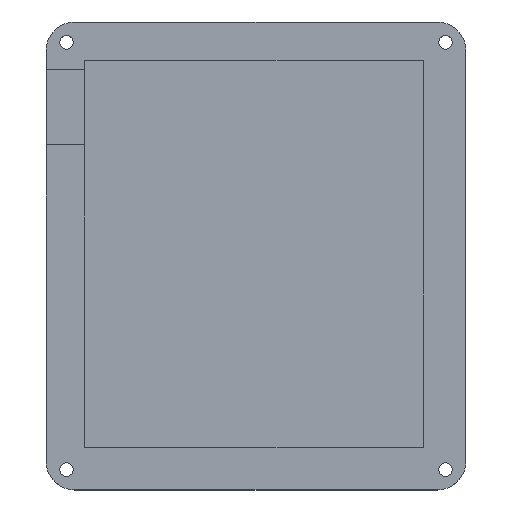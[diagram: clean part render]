
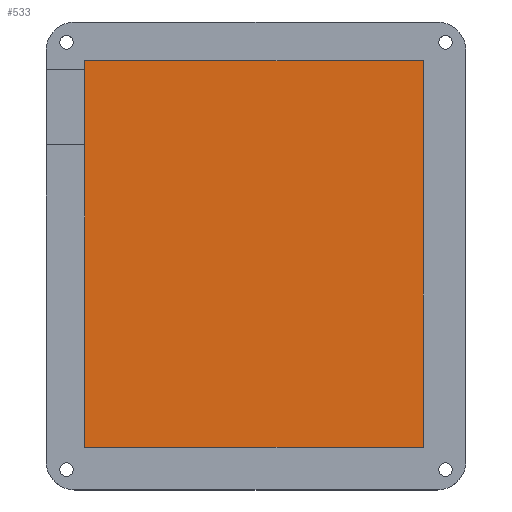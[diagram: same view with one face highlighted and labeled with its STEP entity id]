
A CAD part, top view. The second image highlights one B-rep face of the part: STEP entity #533.
In plain terms, the highlighted planar face has unit normal (0, 0, 1).
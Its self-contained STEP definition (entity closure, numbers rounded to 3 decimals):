
#59=FACE_OUTER_BOUND('',#93,.T.);
#93=EDGE_LOOP('',(#455,#456,#457,#458));
#143=LINE('',#861,#191);
#146=LINE('',#866,#194);
#152=LINE('',#894,#200);
#154=LINE('',#897,#202);
#191=VECTOR('',#695,10.);
#194=VECTOR('',#700,10.);
#200=VECTOR('',#732,10.);
#202=VECTOR('',#736,10.);
#263=VERTEX_POINT('',#859);
#264=VERTEX_POINT('',#860);
#265=VERTEX_POINT('',#865);
#274=VERTEX_POINT('',#893);
#323=EDGE_CURVE('',#263,#264,#143,.T.);
#326=EDGE_CURVE('',#265,#263,#146,.T.);
#340=EDGE_CURVE('',#264,#274,#152,.T.);
#342=EDGE_CURVE('',#274,#265,#154,.T.);
#455=ORIENTED_EDGE('',*,*,#326,.T.);
#456=ORIENTED_EDGE('',*,*,#323,.T.);
#457=ORIENTED_EDGE('',*,*,#340,.T.);
#458=ORIENTED_EDGE('',*,*,#342,.T.);
#507=PLANE('',#597);
#533=ADVANCED_FACE('',(#59),#507,.T.);
#597=AXIS2_PLACEMENT_3D('',#898,#737,#738);
#695=DIRECTION('',(0.,1.,0.));
#700=DIRECTION('',(1.,0.,0.));
#732=DIRECTION('',(-1.,0.,0.));
#736=DIRECTION('',(0.,-1.,0.));
#737=DIRECTION('center_axis',(0.,0.,1.));
#738=DIRECTION('ref_axis',(1.,0.,0.));
#859=CARTESIAN_POINT('',(33.428,-43.041,3.));
#860=CARTESIAN_POINT('',(33.428,52.309,3.));
#861=CARTESIAN_POINT('',(33.428,52.309,3.));
#865=CARTESIAN_POINT('',(-50.002,-43.041,3.));
#866=CARTESIAN_POINT('',(33.428,-43.041,3.));
#893=CARTESIAN_POINT('',(-50.002,52.309,3.));
#894=CARTESIAN_POINT('',(-50.002,52.309,3.));
#897=CARTESIAN_POINT('',(-50.002,-43.041,3.));
#898=CARTESIAN_POINT('Origin',(-8.287,4.634,3.));
